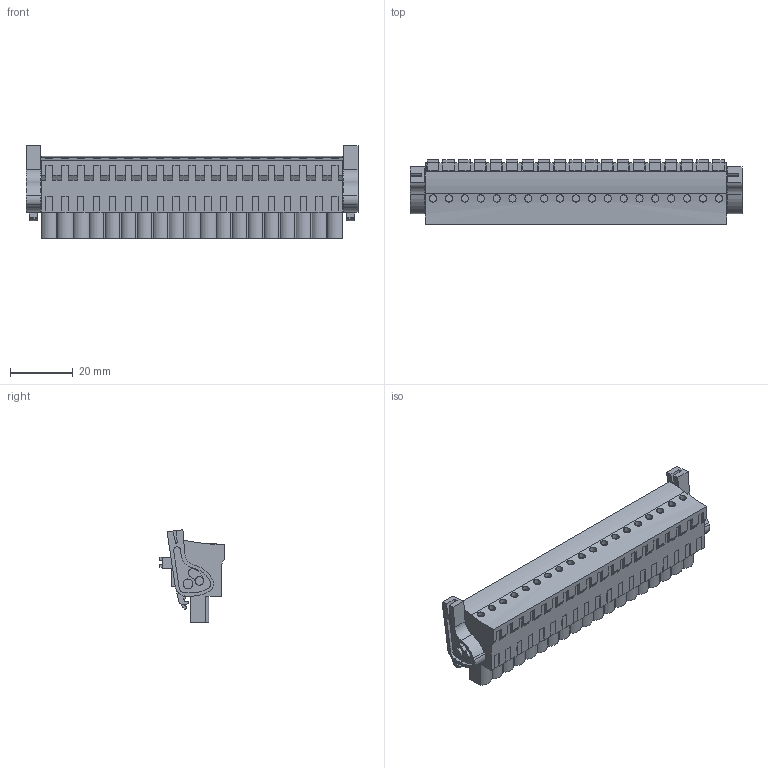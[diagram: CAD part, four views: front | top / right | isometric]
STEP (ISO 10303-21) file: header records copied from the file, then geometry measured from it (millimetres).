
FILE_DESCRIPTION(('CATIA V5 STEP Exchange','CAx-IF Rec.Pracs.--- Model Styling and Organization---1.4--- 2014-01-23'),'2;1');
FILE_NAME ('D1446345_0_1002450000_1002450000.stp','2017-09-09T07:39:36+00:00',('none'),('Weidmueller'),'CATIA Version 5-6 Release 2016','CATIA V5 STEP AP214','none');
FILE_SCHEMA(('AUTOMOTIVE_DESIGN { 1 0 10303 214 1 1 1 1 }'));
Length unit declared in the file: millimetre
Products named in the file (1): 1002450000
Bounding box: 106.22 x 20.64 x 29.52 mm (x, y, z)
Volume: 30566 mm3; surface area: 14066.9 mm2
Topology: 22 solids, 22 shells, 1339 faces, 3840 edges, 2631 vertices
Faces by surface type: plane 1043, cylinder 286, extrusion 10
Entity records: 40403 total; most frequent: CARTESIAN_POINT 7835, ORIENTED_EDGE 7680, DIRECTION 5127, EDGE_CURVE 3840, VECTOR 3175, LINE 3165, VERTEX_POINT 2631, EDGE_LOOP 1433
